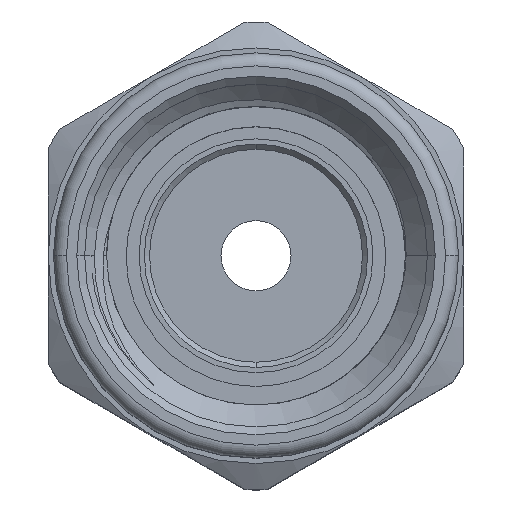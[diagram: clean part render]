
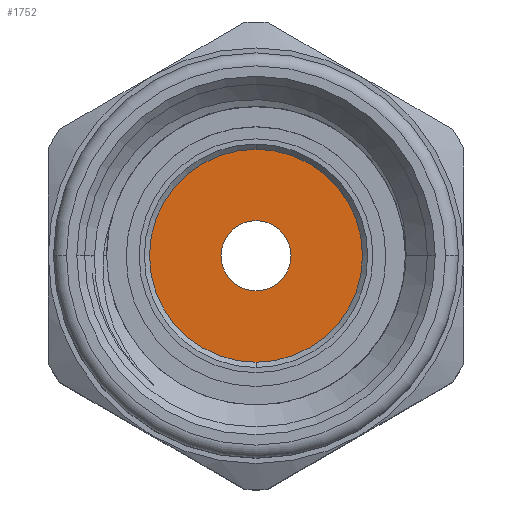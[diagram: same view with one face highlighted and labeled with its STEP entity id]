
A CAD part, top view. The second image highlights one B-rep face of the part: STEP entity #1752.
In plain terms, the highlighted planar face has unit normal (0, 0, 1).
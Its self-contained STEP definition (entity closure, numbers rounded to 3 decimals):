
#90 = VERTEX_POINT ( 'NONE', #1346 ) ;
#134 = ORIENTED_EDGE ( 'NONE', *, *, #198, .T. ) ;
#198 = EDGE_CURVE ( 'NONE', #2277, #90, #2516, .T. ) ;
#451 = CARTESIAN_POINT ( 'NONE',  ( 2.05, 0., 18.3 ) ) ;
#456 = ORIENTED_EDGE ( 'NONE', *, *, #2141, .T. ) ;
#475 = DIRECTION ( 'NONE',  ( 0., 0., -1. ) ) ;
#536 = CIRCLE ( 'NONE', #2596, 2.05 ) ;
#542 = EDGE_LOOP ( 'NONE', ( #134, #456 ) ) ;
#612 = DIRECTION ( 'NONE',  ( 1., 0., 0. ) ) ;
#638 = CARTESIAN_POINT ( 'NONE',  ( 0., 0., 18.3 ) ) ;
#714 = AXIS2_PLACEMENT_3D ( 'NONE', #983, #1362, #612 ) ;
#722 = ORIENTED_EDGE ( 'NONE', *, *, #1446, .F. ) ;
#760 = VERTEX_POINT ( 'NONE', #451 ) ;
#804 = DIRECTION ( 'NONE',  ( 0., 0., -1. ) ) ;
#819 = PLANE ( 'NONE',  #714 ) ;
#873 = CARTESIAN_POINT ( 'NONE',  ( 0., 0., 18.3 ) ) ;
#921 = CARTESIAN_POINT ( 'NONE',  ( -2.05, 0., 18.3 ) ) ;
#983 = CARTESIAN_POINT ( 'NONE',  ( 0., 0.675, 18.3 ) ) ;
#994 = CIRCLE ( 'NONE', #2467, 0.675 ) ;
#1041 = CIRCLE ( 'NONE', #2509, 2.05 ) ;
#1191 = CARTESIAN_POINT ( 'NONE',  ( 0., 0., 18.3 ) ) ;
#1346 = CARTESIAN_POINT ( 'NONE',  ( 0.675, 0., 18.3 ) ) ;
#1362 = DIRECTION ( 'NONE',  ( 0., 0., 1. ) ) ;
#1403 = FACE_BOUND ( 'NONE', #542, .T. ) ;
#1446 = EDGE_CURVE ( 'NONE', #760, #1472, #1041, .T. ) ;
#1472 = VERTEX_POINT ( 'NONE', #921 ) ;
#1645 = EDGE_LOOP ( 'NONE', ( #1913, #722 ) ) ;
#1659 = DIRECTION ( 'NONE',  ( -1., 0., 0. ) ) ;
#1745 = DIRECTION ( 'NONE',  ( -1., 0., 0. ) ) ;
#1752 = ADVANCED_FACE ( 'NONE', ( #1403, #1980 ), #819, .T. ) ;
#1755 = DIRECTION ( 'NONE',  ( -1., 0., 0. ) ) ;
#1913 = ORIENTED_EDGE ( 'NONE', *, *, #2121, .F. ) ;
#1980 = FACE_OUTER_BOUND ( 'NONE', #1645, .T. ) ;
#1988 = DIRECTION ( 'NONE',  ( 0., 0., -1. ) ) ;
#2121 = EDGE_CURVE ( 'NONE', #1472, #760, #536, .T. ) ;
#2134 = AXIS2_PLACEMENT_3D ( 'NONE', #638, #475, #1659 ) ;
#2141 = EDGE_CURVE ( 'NONE', #90, #2277, #994, .T. ) ;
#2191 = DIRECTION ( 'NONE',  ( -1., 0., 0. ) ) ;
#2243 = CARTESIAN_POINT ( 'NONE',  ( -0.675, 0., 18.3 ) ) ;
#2277 = VERTEX_POINT ( 'NONE', #2243 ) ;
#2278 = DIRECTION ( 'NONE',  ( 0., 0., -1. ) ) ;
#2467 = AXIS2_PLACEMENT_3D ( 'NONE', #1191, #1988, #1755 ) ;
#2509 = AXIS2_PLACEMENT_3D ( 'NONE', #873, #2278, #1745 ) ;
#2516 = CIRCLE ( 'NONE', #2134, 0.675 ) ;
#2575 = CARTESIAN_POINT ( 'NONE',  ( 0., 0., 18.3 ) ) ;
#2596 = AXIS2_PLACEMENT_3D ( 'NONE', #2575, #804, #2191 ) ;
